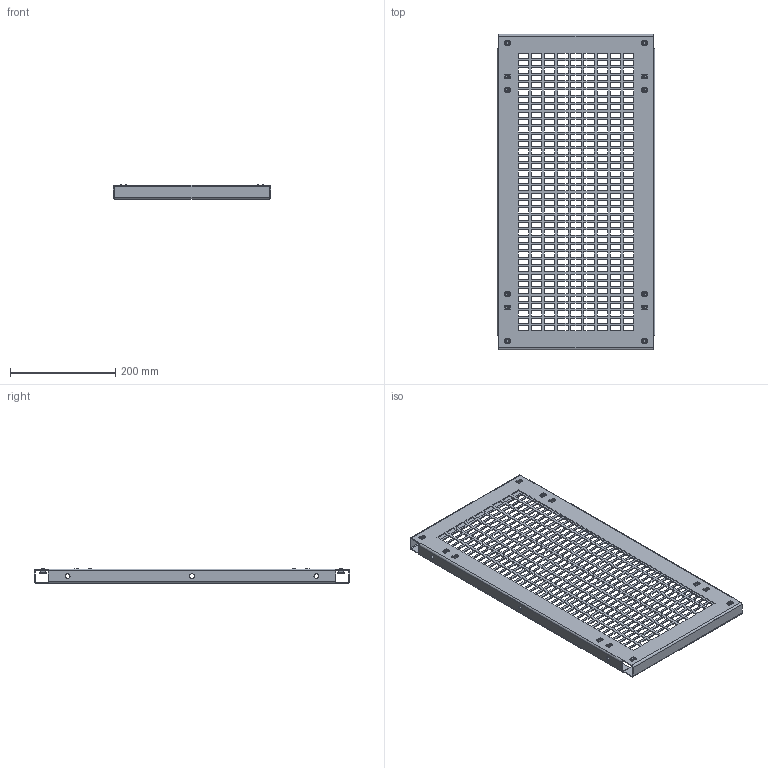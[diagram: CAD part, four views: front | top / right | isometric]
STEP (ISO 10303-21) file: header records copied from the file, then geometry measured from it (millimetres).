
FILE_DESCRIPTION (( 'STEP AP214' ), '1' );
FILE_NAME ('MP6P400 Ïàíåëü ìîíòàæíàÿ ïåðôîðèðîâàííàÿ.step', '2020-11-05T18:16:50', ( '' ), ( '' ), 'SwSTEP 2.0', 'SolidWorks 2019', '' );
FILE_SCHEMA (( 'AUTOMOTIVE_DESIGN' ));
Length unit declared in the file: millimetre
Products named in the file (16): Ãàéêà êëåòåâàÿ Ì6_3À; AVT007.08.00.06 Ïàíåëü ìîíòàæíàÿ_00; MP6P400 Ïàíåëü ìîíòàæíàÿ ïåðôîðèðîâàííàÿ; AVT007.08.00.06 Ïàíåëü ìîíòàæíàÿ
Assembly tree (13 placements, depth 2):
  Ãàéêà êëåòåâàÿ Ì6_3À
  Ãàéêà êëåòåâàÿ Ì6_3À
  Ãàéêà êëåòåâàÿ Ì6_3À
  Ãàéêà êëåòåâàÿ Ì6_3À
  Ãàéêà êëåòåâàÿ Ì6_3À
Bounding box: 300 x 600 x 27.4 mm (x, y, z)
Volume: 369025.3 mm3; surface area: 420645.6 mm2
Topology: 13 solids, 13 shells, 2174 faces, 6236 edges, 4088 vertices
Faces by surface type: plane 1906, cylinder 268
Entity records: 52499 total; most frequent: CARTESIAN_POINT 9277, ORIENTED_EDGE 9172, DIRECTION 7776, EDGE_CURVE 4586, LINE 4490, VECTOR 4490, VERTEX_POINT 3032, EDGE_LOOP 2280
